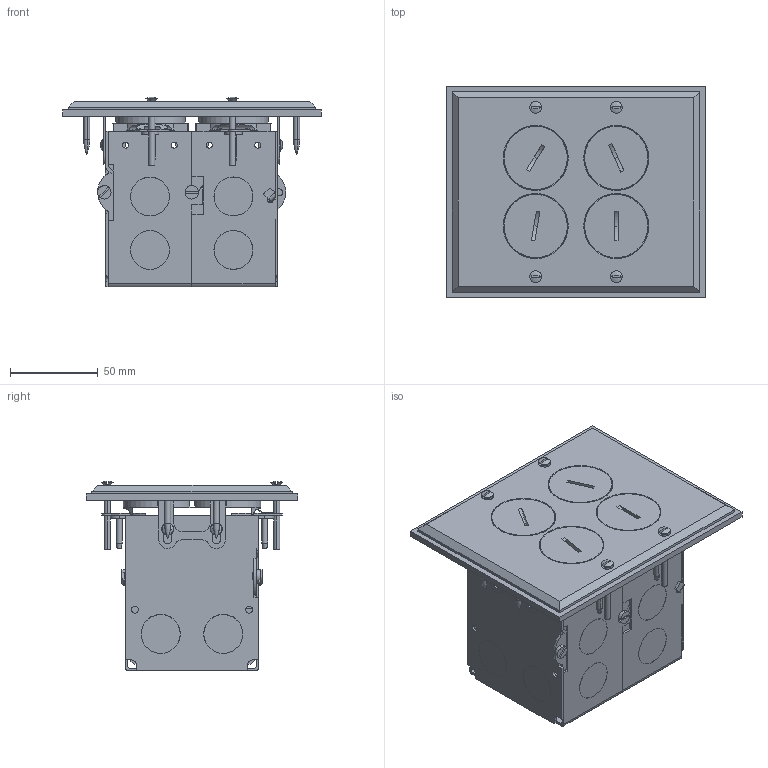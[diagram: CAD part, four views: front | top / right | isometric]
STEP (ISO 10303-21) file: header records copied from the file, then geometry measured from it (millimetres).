
FILE_DESCRIPTION (( 'STEP AP214' ), '1' );
FILE_NAME ('CATSTD-35249-XXX.STEP', '2023-01-04T15:54:46', ( '' ), ( '' ), 'SwSTEP 2.0', 'SolidWorks 2020', '' );
FILE_SCHEMA (( 'AUTOMOTIVE_DESIGN' ));
Length unit declared in the file: inch
Products named in the file (1): CATSTD-35249-XXX
Bounding box: 147.54 x 120.65 x 108.34 mm (x, y, z)
Surface area: 160524.7 mm2 (no closed solid volume)
Topology: 0 solids, 64 shells, 740 faces, 3001 edges, 2291 vertices
Faces by surface type: plane 340, cylinder 307, torus 35, cone 32, bspline 20, sphere 6
Entity records: 41768 total; most frequent: CARTESIAN_POINT 7321, DIRECTION 5286, ORIENTED_EDGE 4422, EDGE_CURVE 2987, VERTEX_POINT 2291, LINE 1778, VECTOR 1778, AXIS2_PLACEMENT_3D 1754
